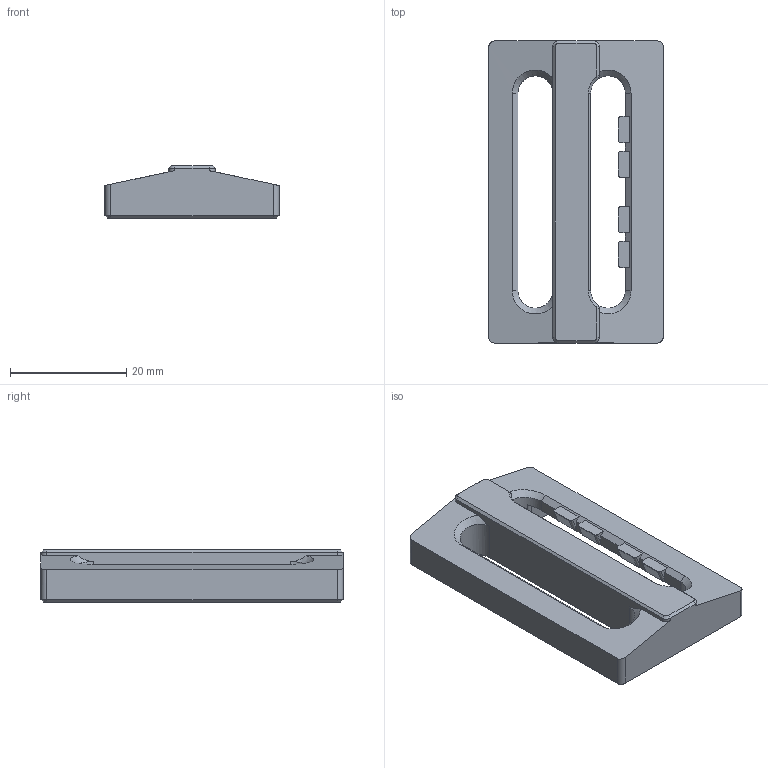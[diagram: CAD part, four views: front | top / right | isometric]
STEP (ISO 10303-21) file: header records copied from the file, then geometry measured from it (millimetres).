
FILE_DESCRIPTION(/* description */ (''),/* implementation_level */ '2;1');
FILE_NAME(/* name */ 'Buckle.step',/* time_stamp */ '2024-05-14T12:42:01-06:00',/* author */ (''),/* organization */ (''),/* preprocessor_version */ 'ST-DEVELOPER v20',/* originating_system */ 'Autodesk Translation Framework v12.20.1.177',/* authorisation */ '');
FILE_SCHEMA (('AUTOMOTIVE_DESIGN { 1 0 10303 214 3 1 1 }'));
Length unit declared in the file: millimetre
Products named in the file (1): Buckle
Bounding box: 30 x 52 x 9 mm (x, y, z)
Volume: 7149 mm3; surface area: 4631.5 mm2
Topology: 2 solids, 2 shells, 167 faces, 420 edges, 254 vertices
Faces by surface type: plane 76, cylinder 45, bspline 24, cone 16, torus 4, sphere 2
Entity records: 5621 total; most frequent: CARTESIAN_POINT 1705, ORIENTED_EDGE 840, DIRECTION 752, EDGE_CURVE 420, LINE 260, VECTOR 260, VERTEX_POINT 254, AXIS2_PLACEMENT_3D 246
